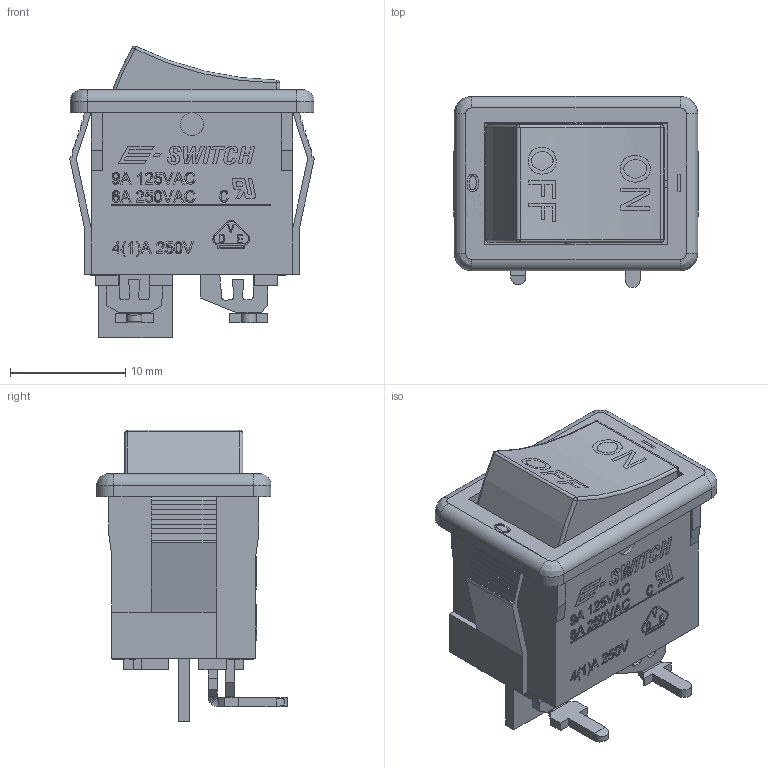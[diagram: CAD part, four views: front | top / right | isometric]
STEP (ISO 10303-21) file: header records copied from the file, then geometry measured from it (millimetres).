
FILE_DESCRIPTION((' '),'2;1');
FILE_NAME('R1973AxxxxxxIR0.stp','2017-07-28T08:51:07',(' '),(' '),' ','ACIS',' ');
FILE_SCHEMA(('CONFIG_CONTROL_DESIGN'));
Length unit declared in the file: inch
Products named in the file (1): R1973AxxxxxxIR0.stp
Bounding box: 21.2 x 16.52 x 25.25 mm (x, y, z)
Volume: 2085.9 mm3; surface area: 4558.7 mm2
Topology: 1 solids, 1 shells, 967 faces, 2673 edges, 1778 vertices
Faces by surface type: plane 618, bspline 275, cylinder 64, torus 6, sphere 4
Full cylindrical faces by diameter (mm): 1 x1, 2 x4
Entity records: 33374 total; most frequent: CARTESIAN_POINT 10357, ORIENTED_EDGE 5324, DIRECTION 3638, EDGE_CURVE 2662, VECTOR 1942, LINE 1942, VERTEX_POINT 1774, EDGE_LOOP 1062
